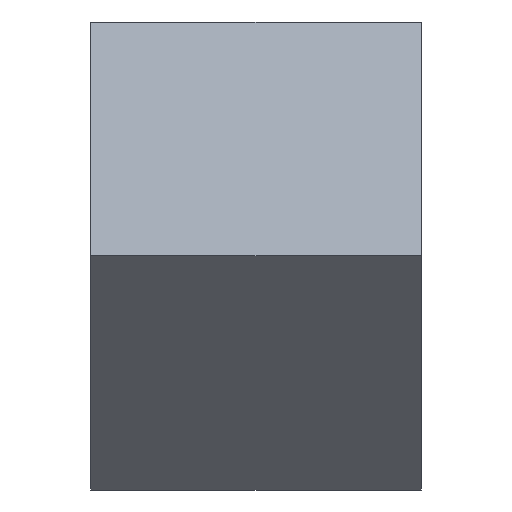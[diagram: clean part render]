
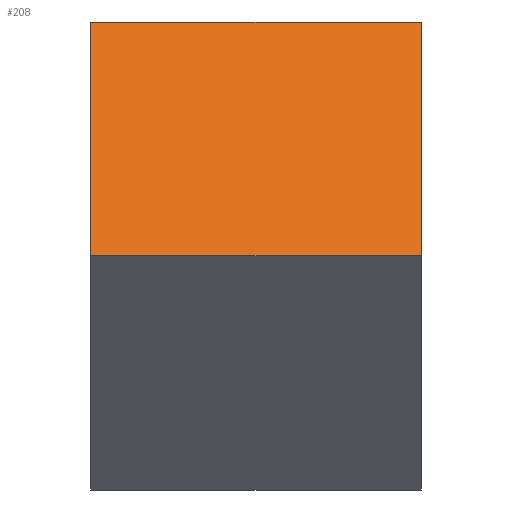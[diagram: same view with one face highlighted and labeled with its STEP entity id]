
A CAD part, top view. The second image highlights one B-rep face of the part: STEP entity #208.
In plain terms, the highlighted planar face has unit normal (0, 0.707, 0.707).
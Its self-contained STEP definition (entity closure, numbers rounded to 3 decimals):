
#9 = ORIENTED_EDGE ( 'NONE', *, *, #126, .T. ) ;
#41 = CARTESIAN_POINT ( 'NONE',  ( 20., 14.142, 0. ) ) ;
#44 = DIRECTION ( 'NONE',  ( 0., -0.707, 0.707 ) ) ;
#46 = VERTEX_POINT ( 'NONE', #63 ) ;
#57 = LINE ( 'NONE', #65, #269 ) ;
#58 = CARTESIAN_POINT ( 'NONE',  ( 0., 14.142, 0. ) ) ;
#63 = CARTESIAN_POINT ( 'NONE',  ( 0., 0., 14.142 ) ) ;
#65 = CARTESIAN_POINT ( 'NONE',  ( 20., 14.142, 0. ) ) ;
#66 = CARTESIAN_POINT ( 'NONE',  ( 20., 0., 14.142 ) ) ;
#74 = EDGE_LOOP ( 'NONE', ( #242, #176, #222, #9 ) ) ;
#77 = EDGE_CURVE ( 'NONE', #266, #163, #57, .T. ) ;
#111 = DIRECTION ( 'NONE',  ( -1., 0., 0. ) ) ;
#125 = CARTESIAN_POINT ( 'NONE',  ( 20., 14.142, 0. ) ) ;
#126 = EDGE_CURVE ( 'NONE', #266, #182, #188, .T. ) ;
#138 = PLANE ( 'NONE',  #294 ) ;
#146 = DIRECTION ( 'NONE',  ( 0., 0.707, -0.707 ) ) ;
#163 = VERTEX_POINT ( 'NONE', #66 ) ;
#174 = EDGE_CURVE ( 'NONE', #163, #46, #244, .T. ) ;
#176 = ORIENTED_EDGE ( 'NONE', *, *, #174, .F. ) ;
#182 = VERTEX_POINT ( 'NONE', #196 ) ;
#188 = LINE ( 'NONE', #213, #192 ) ;
#190 = CARTESIAN_POINT ( 'NONE',  ( 20., 0., 14.142 ) ) ;
#192 = VECTOR ( 'NONE', #111, 1000. ) ;
#196 = CARTESIAN_POINT ( 'NONE',  ( 0., 14.142, 0. ) ) ;
#198 = LINE ( 'NONE', #58, #261 ) ;
#204 = FACE_OUTER_BOUND ( 'NONE', #74, .T. ) ;
#208 = ADVANCED_FACE ( 'NONE', ( #204 ), #138, .F. ) ;
#213 = CARTESIAN_POINT ( 'NONE',  ( 20., 14.142, 0. ) ) ;
#222 = ORIENTED_EDGE ( 'NONE', *, *, #77, .F. ) ;
#223 = DIRECTION ( 'NONE',  ( 0., -0.707, 0.707 ) ) ;
#241 = DIRECTION ( 'NONE',  ( 0., -0.707, -0.707 ) ) ;
#242 = ORIENTED_EDGE ( 'NONE', *, *, #280, .T. ) ;
#244 = LINE ( 'NONE', #190, #249 ) ;
#249 = VECTOR ( 'NONE', #279, 1000. ) ;
#261 = VECTOR ( 'NONE', #223, 1000. ) ;
#266 = VERTEX_POINT ( 'NONE', #125 ) ;
#269 = VECTOR ( 'NONE', #44, 1000. ) ;
#279 = DIRECTION ( 'NONE',  ( -1., 0., 0. ) ) ;
#280 = EDGE_CURVE ( 'NONE', #182, #46, #198, .T. ) ;
#294 = AXIS2_PLACEMENT_3D ( 'NONE', #41, #241, #146 ) ;
